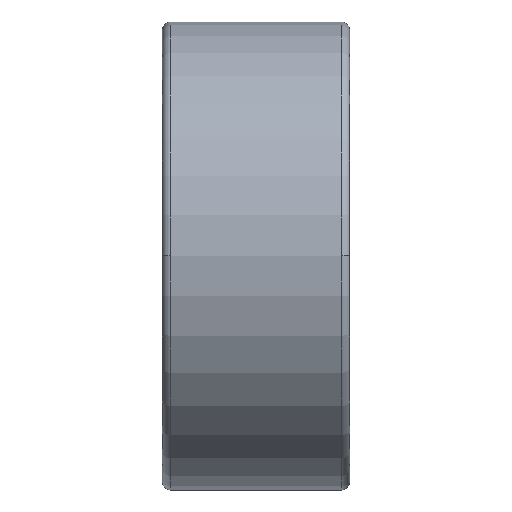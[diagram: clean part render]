
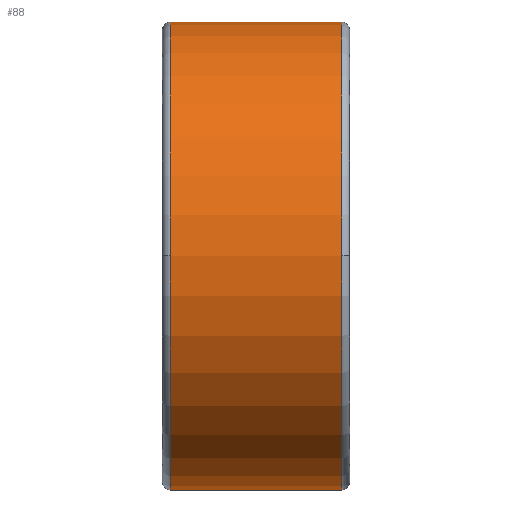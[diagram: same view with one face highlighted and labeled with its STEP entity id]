
A CAD part, top view. The second image highlights one B-rep face of the part: STEP entity #88.
In plain terms, the highlighted cylindrical face has radius 17.5 mm (diameter 35 mm), a partial arc.
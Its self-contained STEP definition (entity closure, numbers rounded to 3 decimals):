
#88=ADVANCED_FACE('',(#243),#244,.T.);
#243=FACE_OUTER_BOUND('',#599,.T.);
#244=CYLINDRICAL_SURFACE('',#600,17.5);
#599=EDGE_LOOP('',(#969,#970,#971,#972,#973,#974));
#600=AXIS2_PLACEMENT_3D('',#975,#976,#977);
#969=ORIENTED_EDGE('',*,*,#2071,.F.);
#970=ORIENTED_EDGE('',*,*,#2072,.T.);
#971=ORIENTED_EDGE('',*,*,#2073,.T.);
#972=ORIENTED_EDGE('',*,*,#2074,.F.);
#973=ORIENTED_EDGE('',*,*,#2075,.F.);
#974=ORIENTED_EDGE('',*,*,#2067,.F.);
#975=CARTESIAN_POINT('',(7.0,0.0,0.0));
#976=DIRECTION('',(1.0,0.0,0.0));
#977=DIRECTION('',(0.0,1.0,0.0));
#2067=EDGE_CURVE('',#2400,#2402,#2403,.T.);
#2071=EDGE_CURVE('',#2409,#2400,#2410,.T.);
#2072=EDGE_CURVE('',#2409,#2411,#2412,.T.);
#2073=EDGE_CURVE('',#2411,#2413,#2414,.T.);
#2074=EDGE_CURVE('',#2415,#2413,#2416,.T.);
#2075=EDGE_CURVE('',#2402,#2415,#2417,.T.);
#2400=VERTEX_POINT('',#2952);
#2402=VERTEX_POINT('',#2954);
#2403=CIRCLE('',#2955,17.5);
#2409=VERTEX_POINT('',#2961);
#2410=LINE('',#2962,#2963);
#2411=VERTEX_POINT('',#2964);
#2412=CIRCLE('',#2965,17.5);
#2413=VERTEX_POINT('',#2966);
#2414=CIRCLE('',#2967,17.5);
#2415=VERTEX_POINT('',#2968);
#2416=LINE('',#2969,#2970);
#2417=CIRCLE('',#2971,17.5);
#2952=CARTESIAN_POINT('',(13.4,17.5,0.0));
#2954=CARTESIAN_POINT('',(13.4,0.,17.5));
#2955=AXIS2_PLACEMENT_3D('',#4907,#4908,#4909);
#2961=CARTESIAN_POINT('',(0.6,17.5,0.0));
#2962=CARTESIAN_POINT('',(7.0,17.5,0.));
#2963=VECTOR('',#4919,1.0);
#2964=CARTESIAN_POINT('',(0.6,0.,17.5));
#2965=AXIS2_PLACEMENT_3D('',#4920,#4921,#4922);
#2966=CARTESIAN_POINT('',(0.6,-17.5,0.));
#2967=AXIS2_PLACEMENT_3D('',#4923,#4924,#4925);
#2968=CARTESIAN_POINT('',(13.4,-17.5,0.));
#2969=CARTESIAN_POINT('',(7.0,-17.5,0.));
#2970=VECTOR('',#4926,1.0);
#2971=AXIS2_PLACEMENT_3D('',#4927,#4928,#4929);
#4907=CARTESIAN_POINT('',(13.4,0.0,0.0));
#4908=DIRECTION('',(1.0,0.0,0.0));
#4909=DIRECTION('',(0.0,1.0,0.0));
#4919=DIRECTION('',(1.0,0.0,0.0));
#4920=CARTESIAN_POINT('',(0.6,0.0,0.0));
#4921=DIRECTION('',(1.0,0.0,0.0));
#4922=DIRECTION('',(0.0,1.0,0.0));
#4923=CARTESIAN_POINT('',(0.6,0.0,0.0));
#4924=DIRECTION('',(1.0,0.0,0.0));
#4925=DIRECTION('',(0.0,1.0,0.0));
#4926=DIRECTION('',(-1.0,-0.0,-0.0));
#4927=CARTESIAN_POINT('',(13.4,0.0,0.0));
#4928=DIRECTION('',(1.0,0.0,0.0));
#4929=DIRECTION('',(0.0,1.0,0.0));
